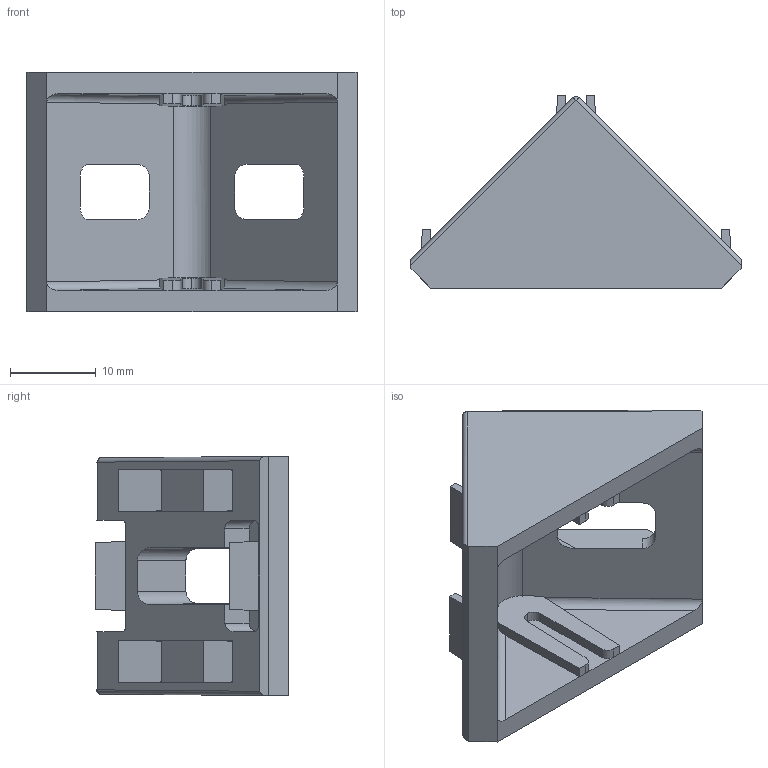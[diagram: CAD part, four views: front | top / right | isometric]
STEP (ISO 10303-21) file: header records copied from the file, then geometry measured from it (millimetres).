
FILE_DESCRIPTION(('STEP AP214'),'1');
FILE_NAME('fath_093w301n08r.stp','2017-10-10T11:50:39',('TraceParts'),('TraceParts S.A.'),'Spatial InterOp 3D',' ',' ');
FILE_SCHEMA(('automotive_design'));
Length unit declared in the file: millimetre
Products named in the file (1): fath_093w301n08r
Bounding box: 38.6 x 22.57 x 28 mm (x, y, z)
Volume: 5992.8 mm3; surface area: 5137.7 mm2
Topology: 1 solids, 1 shells, 146 faces, 394 edges, 256 vertices
Faces by surface type: plane 107, cylinder 37, sphere 2
Entity records: 5695 total; most frequent: CARTESIAN_POINT 993, ORIENTED_EDGE 784, DIRECTION 650, EDGE_CURVE 392, LINE 304, VECTOR 304, VERTEX_POINT 256, AXIS2_PLACEMENT_3D 173
